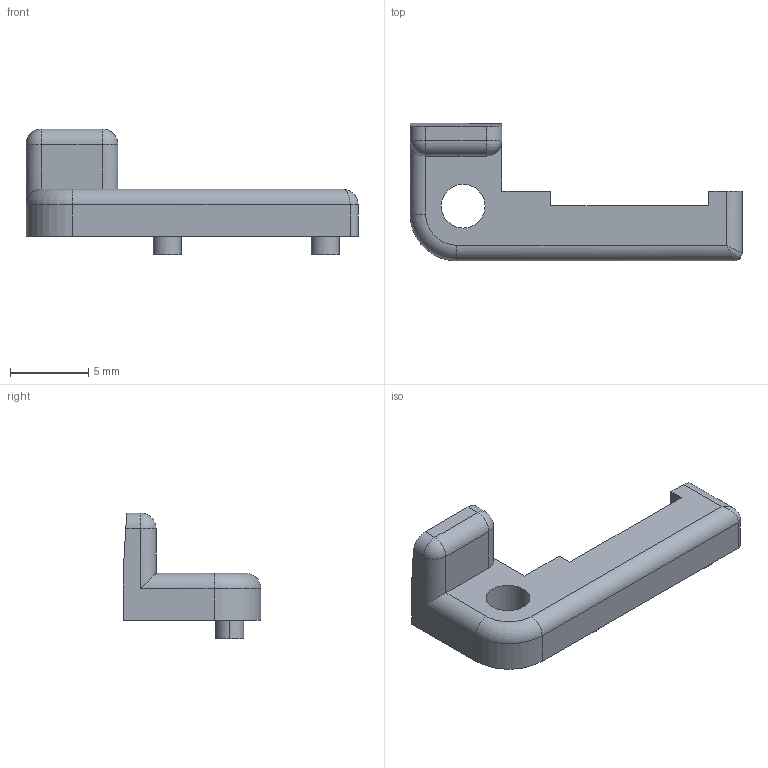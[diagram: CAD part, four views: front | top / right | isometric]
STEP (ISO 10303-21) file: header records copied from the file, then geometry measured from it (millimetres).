
FILE_DESCRIPTION (( 'STEP AP214' ), '1' );
FILE_NAME ('NP0183_RIGHT- ISS - D.STEP', '2017-05-23T07:49:35', ( 'sicon' ), ( '' ), 'SwSTEP 2.0', 'SolidWorks 2017', '' );
FILE_SCHEMA (( 'AUTOMOTIVE_DESIGN' ));
Length unit declared in the file: millimetre
Products named in the file (1): NP0183_RIGHT- ISS - D
Bounding box: 21.23 x 8.81 x 8.05 mm (x, y, z)
Volume: 336.7 mm3; surface area: 464.5 mm2
Topology: 1 solids, 1 shells, 45 faces, 114 edges, 70 vertices
Faces by surface type: plane 25, cylinder 16, sphere 2, torus 1, bspline 1
Entity records: 1380 total; most frequent: CARTESIAN_POINT 271, DIRECTION 224, ORIENTED_EDGE 222, EDGE_CURVE 111, VECTOR 78, LINE 78, AXIS2_PLACEMENT_3D 73, VERTEX_POINT 70
